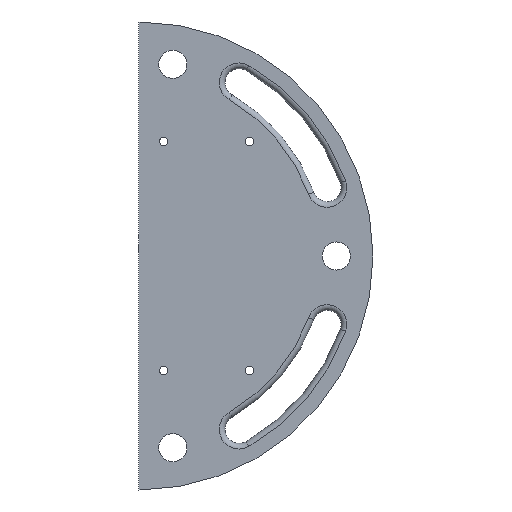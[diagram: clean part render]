
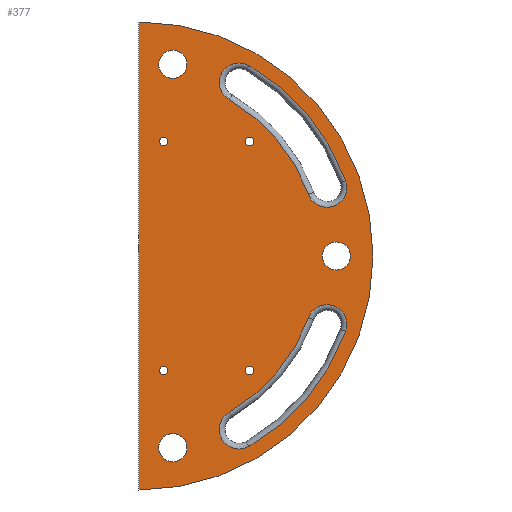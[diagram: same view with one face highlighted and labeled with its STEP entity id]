
A CAD part, front view. The second image highlights one B-rep face of the part: STEP entity #377.
In plain terms, the highlighted planar face has unit normal (0, -1, 0).
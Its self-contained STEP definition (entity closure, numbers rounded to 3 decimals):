
#31=FACE_BOUND('',#69,.T.);
#32=FACE_BOUND('',#70,.T.);
#33=FACE_BOUND('',#71,.T.);
#34=FACE_BOUND('',#72,.T.);
#35=FACE_BOUND('',#73,.T.);
#36=FACE_BOUND('',#74,.T.);
#37=FACE_BOUND('',#75,.T.);
#38=FACE_BOUND('',#76,.T.);
#39=FACE_BOUND('',#77,.T.);
#49=FACE_OUTER_BOUND('',#68,.T.);
#68=EDGE_LOOP('',(#264,#265));
#69=EDGE_LOOP('',(#266,#267,#268,#269));
#70=EDGE_LOOP('',(#270));
#71=EDGE_LOOP('',(#271));
#72=EDGE_LOOP('',(#272));
#73=EDGE_LOOP('',(#273));
#74=EDGE_LOOP('',(#274));
#75=EDGE_LOOP('',(#275));
#76=EDGE_LOOP('',(#276));
#77=EDGE_LOOP('',(#277,#278,#279,#280));
#105=CIRCLE('',#417,41.5);
#106=CIRCLE('',#418,39.);
#107=CIRCLE('',#419,3.5);
#108=CIRCLE('',#420,32.);
#109=CIRCLE('',#421,3.5);
#110=CIRCLE('',#422,0.75);
#111=CIRCLE('',#423,0.75);
#112=CIRCLE('',#424,0.75);
#113=CIRCLE('',#425,0.75);
#114=CIRCLE('',#426,2.5);
#115=CIRCLE('',#427,2.5);
#116=CIRCLE('',#428,2.5);
#117=CIRCLE('',#429,32.);
#118=CIRCLE('',#430,3.5);
#119=CIRCLE('',#431,39.);
#120=CIRCLE('',#432,3.5);
#149=LINE('',#622,#160);
#160=VECTOR('',#483,10.);
#171=VERTEX_POINT('',#620);
#172=VERTEX_POINT('',#621);
#173=VERTEX_POINT('',#624);
#174=VERTEX_POINT('',#625);
#175=VERTEX_POINT('',#627);
#176=VERTEX_POINT('',#629);
#177=VERTEX_POINT('',#632);
#178=VERTEX_POINT('',#634);
#179=VERTEX_POINT('',#636);
#180=VERTEX_POINT('',#638);
#181=VERTEX_POINT('',#640);
#182=VERTEX_POINT('',#642);
#183=VERTEX_POINT('',#644);
#184=VERTEX_POINT('',#646);
#185=VERTEX_POINT('',#647);
#186=VERTEX_POINT('',#649);
#187=VERTEX_POINT('',#651);
#209=EDGE_CURVE('',#171,#172,#149,.T.);
#210=EDGE_CURVE('',#172,#171,#105,.T.);
#211=EDGE_CURVE('',#173,#174,#106,.T.);
#212=EDGE_CURVE('',#175,#173,#107,.T.);
#213=EDGE_CURVE('',#176,#175,#108,.T.);
#214=EDGE_CURVE('',#174,#176,#109,.T.);
#215=EDGE_CURVE('',#177,#177,#110,.T.);
#216=EDGE_CURVE('',#178,#178,#111,.T.);
#217=EDGE_CURVE('',#179,#179,#112,.T.);
#218=EDGE_CURVE('',#180,#180,#113,.T.);
#219=EDGE_CURVE('',#181,#181,#114,.T.);
#220=EDGE_CURVE('',#182,#182,#115,.T.);
#221=EDGE_CURVE('',#183,#183,#116,.T.);
#222=EDGE_CURVE('',#184,#185,#117,.T.);
#223=EDGE_CURVE('',#186,#184,#118,.T.);
#224=EDGE_CURVE('',#187,#186,#119,.T.);
#225=EDGE_CURVE('',#185,#187,#120,.T.);
#264=ORIENTED_EDGE('',*,*,#209,.F.);
#265=ORIENTED_EDGE('',*,*,#210,.F.);
#266=ORIENTED_EDGE('',*,*,#211,.F.);
#267=ORIENTED_EDGE('',*,*,#212,.F.);
#268=ORIENTED_EDGE('',*,*,#213,.F.);
#269=ORIENTED_EDGE('',*,*,#214,.F.);
#270=ORIENTED_EDGE('',*,*,#215,.T.);
#271=ORIENTED_EDGE('',*,*,#216,.T.);
#272=ORIENTED_EDGE('',*,*,#217,.T.);
#273=ORIENTED_EDGE('',*,*,#218,.T.);
#274=ORIENTED_EDGE('',*,*,#219,.F.);
#275=ORIENTED_EDGE('',*,*,#220,.F.);
#276=ORIENTED_EDGE('',*,*,#221,.F.);
#277=ORIENTED_EDGE('',*,*,#222,.F.);
#278=ORIENTED_EDGE('',*,*,#223,.F.);
#279=ORIENTED_EDGE('',*,*,#224,.F.);
#280=ORIENTED_EDGE('',*,*,#225,.F.);
#374=PLANE('',#416);
#377=ADVANCED_FACE('',(#49,#31,#32,#33,#34,#35,#36,#37,#38,#39),#374,.F.);
#416=AXIS2_PLACEMENT_3D('',#619,#481,#482);
#417=AXIS2_PLACEMENT_3D('',#623,#484,#485);
#418=AXIS2_PLACEMENT_3D('',#626,#486,#487);
#419=AXIS2_PLACEMENT_3D('',#628,#488,#489);
#420=AXIS2_PLACEMENT_3D('',#630,#490,#491);
#421=AXIS2_PLACEMENT_3D('',#631,#492,#493);
#422=AXIS2_PLACEMENT_3D('',#633,#494,#495);
#423=AXIS2_PLACEMENT_3D('',#635,#496,#497);
#424=AXIS2_PLACEMENT_3D('',#637,#498,#499);
#425=AXIS2_PLACEMENT_3D('',#639,#500,#501);
#426=AXIS2_PLACEMENT_3D('',#641,#502,#503);
#427=AXIS2_PLACEMENT_3D('',#643,#504,#505);
#428=AXIS2_PLACEMENT_3D('',#645,#506,#507);
#429=AXIS2_PLACEMENT_3D('',#648,#508,#509);
#430=AXIS2_PLACEMENT_3D('',#650,#510,#511);
#431=AXIS2_PLACEMENT_3D('',#652,#512,#513);
#432=AXIS2_PLACEMENT_3D('',#653,#514,#515);
#481=DIRECTION('center_axis',(0.,1.,0.));
#482=DIRECTION('ref_axis',(0.,0.,1.));
#483=DIRECTION('',(0.,0.,1.));
#484=DIRECTION('center_axis',(0.,1.,0.));
#485=DIRECTION('ref_axis',(0.,0.,1.));
#486=DIRECTION('center_axis',(0.,-1.,0.));
#487=DIRECTION('ref_axis',(0.766,0.,0.643));
#488=DIRECTION('center_axis',(0.,-1.,0.));
#489=DIRECTION('ref_axis',(0.342,0.,-0.94));
#490=DIRECTION('center_axis',(0.,1.,0.));
#491=DIRECTION('ref_axis',(0.766,0.,0.643));
#492=DIRECTION('center_axis',(0.,-1.,0.));
#493=DIRECTION('ref_axis',(-0.866,0.,0.5));
#494=DIRECTION('center_axis',(0.,1.,0.));
#495=DIRECTION('ref_axis',(1.,0.,0.));
#496=DIRECTION('center_axis',(0.,1.,0.));
#497=DIRECTION('ref_axis',(1.,0.,0.));
#498=DIRECTION('center_axis',(0.,1.,0.));
#499=DIRECTION('ref_axis',(1.,0.,0.));
#500=DIRECTION('center_axis',(0.,1.,0.));
#501=DIRECTION('ref_axis',(1.,0.,0.));
#502=DIRECTION('center_axis',(0.,-1.,0.));
#503=DIRECTION('ref_axis',(1.,0.,0.));
#504=DIRECTION('center_axis',(0.,-1.,0.));
#505=DIRECTION('ref_axis',(1.,0.,0.));
#506=DIRECTION('center_axis',(0.,-1.,0.));
#507=DIRECTION('ref_axis',(1.,0.,0.));
#508=DIRECTION('center_axis',(0.,1.,0.));
#509=DIRECTION('ref_axis',(0.766,0.,-0.643));
#510=DIRECTION('center_axis',(0.,-1.,0.));
#511=DIRECTION('ref_axis',(0.342,0.,0.94));
#512=DIRECTION('center_axis',(0.,-1.,0.));
#513=DIRECTION('ref_axis',(0.766,0.,-0.643));
#514=DIRECTION('center_axis',(0.,-1.,0.));
#515=DIRECTION('ref_axis',(-0.866,0.,-0.5));
#619=CARTESIAN_POINT('Origin',(20.75,0.,0.));
#620=CARTESIAN_POINT('',(0.,0.,-41.5));
#621=CARTESIAN_POINT('',(0.,0.,41.5));
#622=CARTESIAN_POINT('',(0.,0.,-41.5));
#623=CARTESIAN_POINT('Origin',(0.,0.,0.));
#624=CARTESIAN_POINT('',(36.648,0.,13.339));
#625=CARTESIAN_POINT('',(19.5,0.,33.775));
#626=CARTESIAN_POINT('Origin',(0.,0.,0.));
#627=CARTESIAN_POINT('',(30.07,0.,10.945));
#628=CARTESIAN_POINT('Origin',(33.359,0.,12.142));
#629=CARTESIAN_POINT('',(16.,0.,27.713));
#630=CARTESIAN_POINT('Origin',(0.,0.,0.));
#631=CARTESIAN_POINT('Origin',(17.75,0.,30.744));
#632=CARTESIAN_POINT('',(18.87,0.,20.32));
#633=CARTESIAN_POINT('Origin',(19.62,0.,20.32));
#634=CARTESIAN_POINT('',(18.87,0.,-20.32));
#635=CARTESIAN_POINT('Origin',(19.62,0.,-20.32));
#636=CARTESIAN_POINT('',(3.63,0.,20.32));
#637=CARTESIAN_POINT('Origin',(4.38,0.,20.32));
#638=CARTESIAN_POINT('',(3.63,0.,-20.32));
#639=CARTESIAN_POINT('Origin',(4.38,0.,-20.32));
#640=CARTESIAN_POINT('',(32.5,0.,0.));
#641=CARTESIAN_POINT('Origin',(35.,0.,0.));
#642=CARTESIAN_POINT('',(3.5,0.,34.));
#643=CARTESIAN_POINT('Origin',(6.,0.,34.));
#644=CARTESIAN_POINT('',(3.5,0.,-34.));
#645=CARTESIAN_POINT('Origin',(6.,0.,-34.));
#646=CARTESIAN_POINT('',(30.07,0.,-10.945));
#647=CARTESIAN_POINT('',(16.,0.,-27.713));
#648=CARTESIAN_POINT('Origin',(0.,0.,0.));
#649=CARTESIAN_POINT('',(36.648,0.,-13.339));
#650=CARTESIAN_POINT('Origin',(33.359,0.,-12.142));
#651=CARTESIAN_POINT('',(19.5,0.,-33.775));
#652=CARTESIAN_POINT('Origin',(0.,0.,0.));
#653=CARTESIAN_POINT('Origin',(17.75,0.,-30.744));
